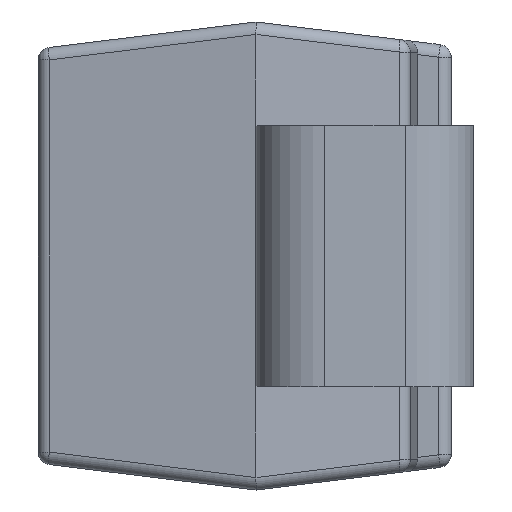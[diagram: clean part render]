
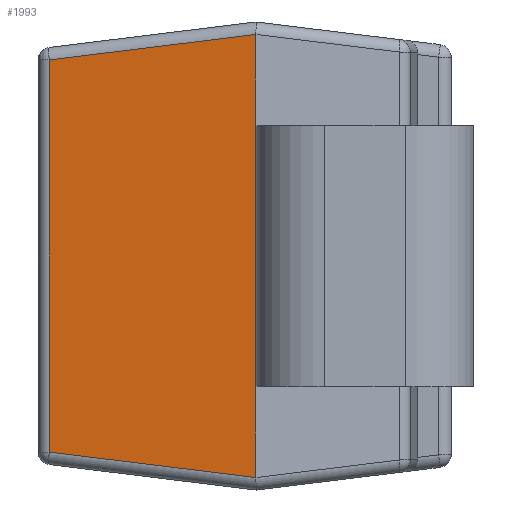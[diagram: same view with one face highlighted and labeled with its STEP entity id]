
A CAD part, left-side view. The second image highlights one B-rep face of the part: STEP entity #1993.
In plain terms, the highlighted planar face has unit normal (-0.993, 0.122, 0).
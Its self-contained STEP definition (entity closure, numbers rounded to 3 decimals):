
#26 = FACE_OUTER_BOUND ( 'NONE', #318, .T. ) ;
#78 = CARTESIAN_POINT ( 'NONE',  ( -1.994, 1.149, 1.3 ) ) ;
#162 = VECTOR ( 'NONE', #969, 1000. ) ;
#166 = VECTOR ( 'NONE', #2589, 1000. ) ;
#318 = EDGE_LOOP ( 'NONE', ( #1600, #448, #557, #1238, #1476, #2553 ) ) ;
#327 = LINE ( 'NONE', #1842, #1522 ) ;
#421 = DIRECTION ( 'NONE',  ( -0.122, -0.993, 0. ) ) ;
#448 = ORIENTED_EDGE ( 'NONE', *, *, #1746, .T. ) ;
#449 = LINE ( 'NONE', #1917, #1747 ) ;
#520 = LINE ( 'NONE', #1794, #162 ) ;
#557 = ORIENTED_EDGE ( 'NONE', *, *, #1646, .F. ) ;
#651 = VERTEX_POINT ( 'NONE', #1241 ) ;
#707 = VERTEX_POINT ( 'NONE', #2485 ) ;
#720 = CARTESIAN_POINT ( 'NONE',  ( -2.135, 0., 1.3 ) ) ;
#752 = LINE ( 'NONE', #1694, #1389 ) ;
#969 = DIRECTION ( 'NONE',  ( 0., 0., -1. ) ) ;
#1053 = LINE ( 'NONE', #78, #1289 ) ;
#1069 = CARTESIAN_POINT ( 'NONE',  ( -1.994, 1.149, -1.089 ) ) ;
#1152 = CARTESIAN_POINT ( 'NONE',  ( -2.135, 0., -1.231 ) ) ;
#1186 = EDGE_CURVE ( 'NONE', #707, #2481, #327, .T. ) ;
#1198 = VERTEX_POINT ( 'NONE', #1415 ) ;
#1238 = ORIENTED_EDGE ( 'NONE', *, *, #2238, .F. ) ;
#1241 = CARTESIAN_POINT ( 'NONE',  ( -2.135, 0., -0.725 ) ) ;
#1289 = VECTOR ( 'NONE', #1595, 1000. ) ;
#1295 = DIRECTION ( 'NONE',  ( -0.993, 0.122, 0. ) ) ;
#1327 = LINE ( 'NONE', #720, #166 ) ;
#1369 = AXIS2_PLACEMENT_3D ( 'NONE', #2732, #1295, #421 ) ;
#1389 = VECTOR ( 'NONE', #2288, 1000. ) ;
#1415 = CARTESIAN_POINT ( 'NONE',  ( -2.135, 0., 0.725 ) ) ;
#1430 = VERTEX_POINT ( 'NONE', #1069 ) ;
#1469 = EDGE_CURVE ( 'NONE', #707, #1198, #1327, .T. ) ;
#1476 = ORIENTED_EDGE ( 'NONE', *, *, #1469, .F. ) ;
#1522 = VECTOR ( 'NONE', #2232, 1000. ) ;
#1566 = CARTESIAN_POINT ( 'NONE',  ( -1.994, 1.149, 1.089 ) ) ;
#1595 = DIRECTION ( 'NONE',  ( 0., 0., -1. ) ) ;
#1600 = ORIENTED_EDGE ( 'NONE', *, *, #1690, .T. ) ;
#1646 = EDGE_CURVE ( 'NONE', #651, #2571, #520, .T. ) ;
#1690 = EDGE_CURVE ( 'NONE', #2481, #1430, #1053, .T. ) ;
#1694 = CARTESIAN_POINT ( 'NONE',  ( -2.135, 0., 0.725 ) ) ;
#1746 = EDGE_CURVE ( 'NONE', #1430, #2571, #449, .T. ) ;
#1747 = VECTOR ( 'NONE', #2146, 1000. ) ;
#1794 = CARTESIAN_POINT ( 'NONE',  ( -2.135, 0., 1.3 ) ) ;
#1842 = CARTESIAN_POINT ( 'NONE',  ( -2.105, 0.246, 1.2 ) ) ;
#1917 = CARTESIAN_POINT ( 'NONE',  ( -2.067, 0.556, -1.162 ) ) ;
#1993 = ADVANCED_FACE ( 'NONE', ( #26 ), #2323, .T. ) ;
#2146 = DIRECTION ( 'NONE',  ( -0.121, -0.985, -0.121 ) ) ;
#2232 = DIRECTION ( 'NONE',  ( 0.121, 0.985, -0.121 ) ) ;
#2238 = EDGE_CURVE ( 'NONE', #1198, #651, #752, .T. ) ;
#2288 = DIRECTION ( 'NONE',  ( 0., 0., -1. ) ) ;
#2323 = PLANE ( 'NONE',  #1369 ) ;
#2481 = VERTEX_POINT ( 'NONE', #1566 ) ;
#2485 = CARTESIAN_POINT ( 'NONE',  ( -2.135, 0., 1.231 ) ) ;
#2553 = ORIENTED_EDGE ( 'NONE', *, *, #1186, .T. ) ;
#2571 = VERTEX_POINT ( 'NONE', #1152 ) ;
#2589 = DIRECTION ( 'NONE',  ( 0., 0., -1. ) ) ;
#2732 = CARTESIAN_POINT ( 'NONE',  ( -2.103, 0.258, 1.3 ) ) ;
